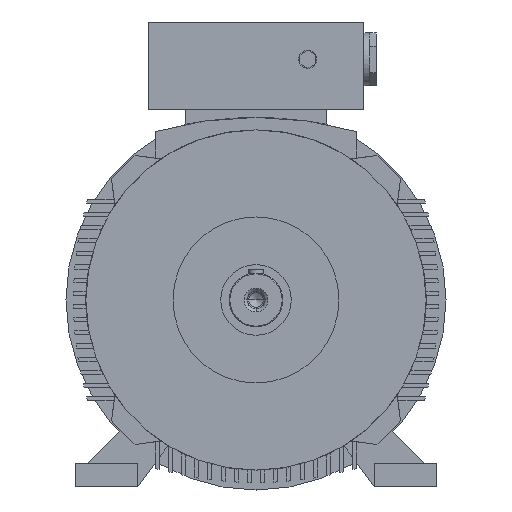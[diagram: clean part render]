
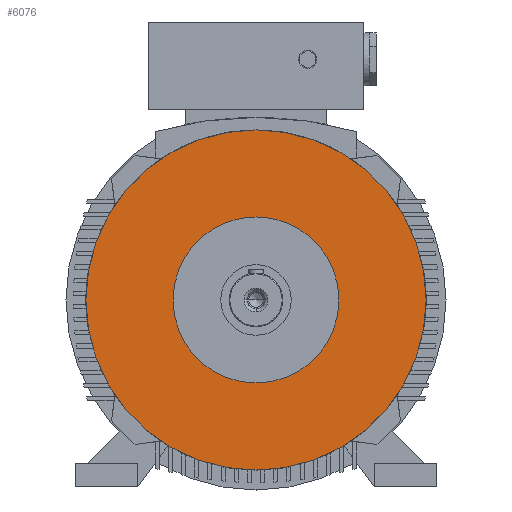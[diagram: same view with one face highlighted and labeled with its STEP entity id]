
A CAD part, front view. The second image highlights one B-rep face of the part: STEP entity #6076.
In plain terms, the highlighted planar face has unit normal (0, -1, 0).
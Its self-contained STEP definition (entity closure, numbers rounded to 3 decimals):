
#485 = EDGE_LOOP ( 'NONE', ( #1117, #1116 ) ) ;
#488 = EDGE_LOOP ( 'NONE', ( #1115, #1114 ) ) ;
#1114 = ORIENTED_EDGE ( 'NONE', *, *, #3005, .T. ) ;
#1115 = ORIENTED_EDGE ( 'NONE', *, *, #12646, .T. ) ;
#1116 = ORIENTED_EDGE ( 'NONE', *, *, #3393, .F. ) ;
#1117 = ORIENTED_EDGE ( 'NONE', *, *, #12672, .F. ) ;
#1542 = CARTESIAN_POINT ( 'NONE',  ( 0., 40.333, 205. ) ) ;
#1623 = CARTESIAN_POINT ( 'NONE',  ( 0., 40.333, -100. ) ) ;
#1625 = CARTESIAN_POINT ( 'NONE',  ( 0., 40.333, 100. ) ) ;
#1677 = CARTESIAN_POINT ( 'NONE',  ( 0., 40.333, -205. ) ) ;
#1834 = VERTEX_POINT ( 'NONE', #1677 ) ;
#1886 = VERTEX_POINT ( 'NONE', #1625 ) ;
#1888 = VERTEX_POINT ( 'NONE', #1623 ) ;
#1969 = VERTEX_POINT ( 'NONE', #1542 ) ;
#3005 = EDGE_CURVE ( 'NONE', #1888, #1886, #10695, .T. ) ;
#3393 = EDGE_CURVE ( 'NONE', #1834, #1969, #11046, .T. ) ;
#4380 = DIRECTION ( 'NONE',  ( 0., 0., 1. ) ) ;
#4381 = DIRECTION ( 'NONE',  ( 0., 1., 0. ) ) ;
#4382 = CARTESIAN_POINT ( 'NONE',  ( 0., 40.333, 0. ) ) ;
#4530 = DIRECTION ( 'NONE',  ( 0., 0., 1. ) ) ;
#4531 = DIRECTION ( 'NONE',  ( 0., 1., 0. ) ) ;
#4532 = CARTESIAN_POINT ( 'NONE',  ( 0., 40.333, 0. ) ) ;
#4920 = DIRECTION ( 'NONE',  ( 0., 0., -1. ) ) ;
#4921 = DIRECTION ( 'NONE',  ( 0., -1., 0. ) ) ;
#4947 = CARTESIAN_POINT ( 'NONE',  ( 152.5, 40.333, 0. ) ) ;
#4950 = PLANE ( 'NONE',  #13405 ) ;
#5162 = DIRECTION ( 'NONE',  ( 0., 0., 1. ) ) ;
#5163 = DIRECTION ( 'NONE',  ( 0., 1., 0. ) ) ;
#5174 = CARTESIAN_POINT ( 'NONE',  ( 0., 40.333, 0. ) ) ;
#5240 = DIRECTION ( 'NONE',  ( 0., 0., 1. ) ) ;
#5241 = DIRECTION ( 'NONE',  ( 0., 1., 0. ) ) ;
#5252 = CARTESIAN_POINT ( 'NONE',  ( 0., 40.333, 0. ) ) ;
#6076 = ADVANCED_FACE ( 'NONE', ( #11210, #11214 ), #4950, .T. ) ;
#10695 = CIRCLE ( 'NONE', #13039, 100. ) ;
#11046 = CIRCLE ( 'NONE', #13097, 205. ) ;
#11210 = FACE_OUTER_BOUND ( 'NONE', #485, .T. ) ;
#11214 = FACE_BOUND ( 'NONE', #488, .T. ) ;
#11622 = CIRCLE ( 'NONE', #13472, 100. ) ;
#11661 = CIRCLE ( 'NONE', #13490, 205. ) ;
#12646 = EDGE_CURVE ( 'NONE', #1886, #1888, #11622, .T. ) ;
#12672 = EDGE_CURVE ( 'NONE', #1969, #1834, #11661, .T. ) ;
#13039 = AXIS2_PLACEMENT_3D ( 'NONE', #4382, #4381, #4380 ) ;
#13097 = AXIS2_PLACEMENT_3D ( 'NONE', #4532, #4531, #4530 ) ;
#13405 = AXIS2_PLACEMENT_3D ( 'NONE', #4947, #4921, #4920 ) ;
#13472 = AXIS2_PLACEMENT_3D ( 'NONE', #5252, #5241, #5240 ) ;
#13490 = AXIS2_PLACEMENT_3D ( 'NONE', #5174, #5163, #5162 ) ;
